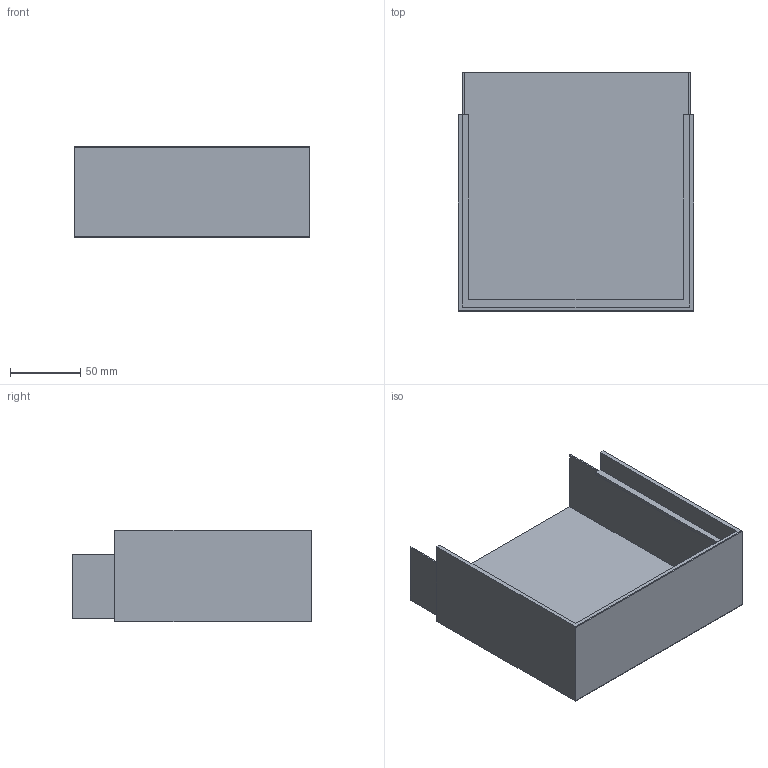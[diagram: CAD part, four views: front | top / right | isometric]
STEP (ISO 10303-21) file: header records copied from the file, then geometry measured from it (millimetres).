
FILE_DESCRIPTION(('HOOPS Exchange Step'),'2;1');
FILE_NAME('temp_export','2023-06-30T10:05:44+01:00',('igorn'),('Shapr3D Limited'),'HOOPS Exchange 2022.2','Shapr3D','Authorized');
FILE_SCHEMA( ('AUTOMOTIVE_DESIGN { 1 0 10303 214 1 1 1 1 }') );
Length unit declared in the file: millimetre
Products named in the file (1): tampa n1
Bounding box: 167.5 x 170 x 65 mm (x, y, z)
Volume: 173494.4 mm3; surface area: 122662.6 mm2
Topology: 1 solids, 1 shells, 26 faces, 71 edges, 47 vertices
Faces by surface type: plane 24, cylinder 2
Entity records: 835 total; most frequent: CARTESIAN_POINT 145, ORIENTED_EDGE 142, DIRECTION 129, EDGE_CURVE 71, VECTOR 67, LINE 67, VERTEX_POINT 47, AXIS2_PLACEMENT_3D 31
